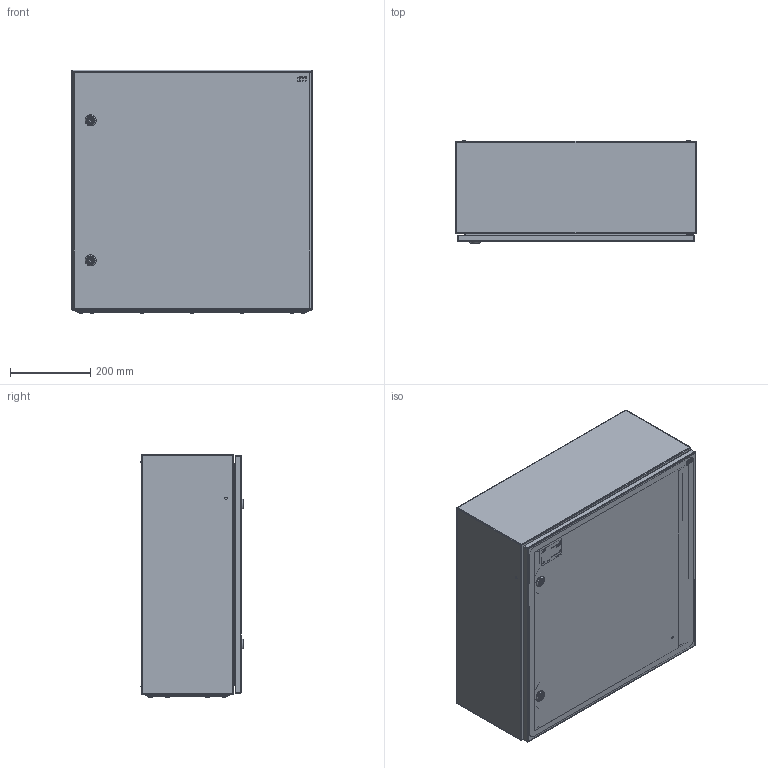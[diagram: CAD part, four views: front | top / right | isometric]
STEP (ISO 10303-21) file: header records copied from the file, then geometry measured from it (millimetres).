
FILE_DESCRIPTION((''),'2;1');
FILE_NAME('GT_60_60_25_ASM','2021-11-04T',('marketing.praksa'),('Audax d.o.o.'),'CREO PARAMETRIC BY PTC INC, 2017480','CREO PARAMETRIC BY PTC INC, 2017480','');
FILE_SCHEMA(('AUTOMOTIVE_DESIGN { 1 0 10303 214 1 1 1 1 }'));
Products named in the file (49): KOR_GT_60-60-25_1; PRZEPUST_1_2_3_4_5_6_7_8_9_10_1; ZAWIAS_1_2_3_4_5_6_7_8_9_10_1; TULEJA_1_2_3_4_5_6_7_8_9_10_1; PLYTA_1_2_3_4_5_6_7_8_9_10_1; NAKRETKA_M8_1_2_3_4_5_6_7_8__14; ZASLEPKA_10_7_1_2_3_4_5_6_7__13; DRZWI_1_2_3_4_5_6_7_8_9__55_1; DRZWI_1_2_3_4_5_6_7_8_9__56_1; ZAWIAS_3_ST47_002_ELEMENT-45902; ZAWIAS_3_ST47_002_ELEMENT-45903; DRZWI_1_2_3_4_5_6_7_8_9__57_1; DRZWI_1_2_3_4_5_6_7_8_9__58_1; DRZWI_1_2_3_4_5_6_7_8_9__59_1; 1_EB_1000-U6_H__KORPUS-45907_1; 1_EB_1000-U6_H__WK_ADKA-45908_1; 1_EB_1000-U6_H__SRUBA-45909_1; DRZWI_1_2_3_4_5_6_7_8_9_60_1; 1_EB_1000-U6_H__NAKR_TKA-45911_; DRZWI_1_2_3_4_5_6_7_8_9_61_1; 1_EB_1000-U6_H__KORPUS-45913_1; 1_EB_1000-U6_H__WK_ADKA-45914_1; 1_EB_1000-U6_H__SRUBA-45915_1; DRZWI_1_2_3_4_5_6_7_8_9_62_1; 1_EB_1000-U6_H__NAKR_TKA-45917_; DRZWI_1_2_3_4_5_6_7_8_9_63_1; DRZWI_1_2_3_4_5_6_7_8_9_64_1; DRZWI_1_2_3_4_5_6_7_8_9_65_1; ANSI_B27_7M_3CMI-4-45921_1; ANSI_B27_7M_3CMI-4-45922_1; DRZWI_1_2_3_4_5_6_7_8_9_67_1; ETI_LOGO_1_1_1_1_1_2_3_4_5_6_15; ETI_LOGO_2_1_1_1_1_2_3_4_5_6_15; ETI_LOGO_3_1_1_1_1_2_3_4_5_6_15; SCREWS_60-60-25_1_1; SCREWS_60-60-25_1_2; SCREWS_60-60-25_1_3; SCREWS_60-60-25_1_4; SCREWS_60-60-25_1_5; SCREWS_60-60-25_1_6 ...
Assembly tree (58 placements, depth 2):
  GT_60_60_25_ASM
    KOR_GT_60-60-25_1
    PRZEPUST_1_2_3_4_5_6_7_8_9_10_1
    ZAWIAS_1_2_3_4_5_6_7_8_9_10_1  x2
    TULEJA_1_2_3_4_5_6_7_8_9_10_1  x4
    PLYTA_1_2_3_4_5_6_7_8_9_10_1
    NAKRETKA_M8_1_2_3_4_5_6_7_8__14  x4
    ZASLEPKA_10_7_1_2_3_4_5_6_7__13  x4
    DRZWI_1_2_3_4_5_6_7_8_9__55_1
    DRZWI_1_2_3_4_5_6_7_8_9__56_1
    ZAWIAS_3_ST47_002_ELEMENT-45902
    ZAWIAS_3_ST47_002_ELEMENT-45903
    DRZWI_1_2_3_4_5_6_7_8_9__57_1
    DRZWI_1_2_3_4_5_6_7_8_9__58_1
    DRZWI_1_2_3_4_5_6_7_8_9__59_1
    1_EB_1000-U6_H__KORPUS-45907_1
    1_EB_1000-U6_H__WK_ADKA-45908_1
    1_EB_1000-U6_H__SRUBA-45909_1
    DRZWI_1_2_3_4_5_6_7_8_9_60_1
    1_EB_1000-U6_H__NAKR_TKA-45911_
    DRZWI_1_2_3_4_5_6_7_8_9_61_1
    1_EB_1000-U6_H__KORPUS-45913_1
    1_EB_1000-U6_H__WK_ADKA-45914_1
    1_EB_1000-U6_H__SRUBA-45915_1
    DRZWI_1_2_3_4_5_6_7_8_9_62_1
    1_EB_1000-U6_H__NAKR_TKA-45917_
    DRZWI_1_2_3_4_5_6_7_8_9_63_1
    DRZWI_1_2_3_4_5_6_7_8_9_64_1
    DRZWI_1_2_3_4_5_6_7_8_9_65_1
    ANSI_B27_7M_3CMI-4-45921_1
    ANSI_B27_7M_3CMI-4-45922_1
    DRZWI_1_2_3_4_5_6_7_8_9_67_1
    ETI_LOGO_1_1_1_1_1_2_3_4_5_6_15
    ETI_LOGO_2_1_1_1_1_2_3_4_5_6_15
    ETI_LOGO_3_1_1_1_1_2_3_4_5_6_15
    SCREWS_60-60-25_1_1
    SCREWS_60-60-25_1_2
    SCREWS_60-60-25_1_3
    SCREWS_60-60-25_1_4
    SCREWS_60-60-25_1_5
    SCREWS_60-60-25_1_6
    SCREWS_60-60-25_1_7
    SCREWS_60-60-25_1_8
    SCREWS_60-60-25_1_9
    SCREWS_60-60-25_1_10
    SCREWS_60-60-25_1_11
    SCREWS_60-60-25_1_12
    SCREWS_60-60-25_1_13
    SCREWS_60-60-25_1_14
Bounding box: 600 x 255.5 x 608.14 mm (x, y, z)
Volume: 2886072.1 mm3; surface area: 3726177.4 mm2
Topology: 58 solids, 58 shells, 3114 faces, 8548 edges, 5678 vertices
Faces by surface type: plane 1379, cylinder 1115, torus 188, cone 142, extrusion 136, bspline 94, sphere 60
Entity records: 114783 total; most frequent: CARTESIAN_POINT 22222, DIRECTION 13898, ORIENTED_EDGE 13576, PRESENTATION_STYLE_ASSIGNMENT 7343, STYLED_ITEM 7343, CURVE_STYLE 6788, EDGE_CURVE 6788, AXIS2_PLACEMENT_3D 5175
